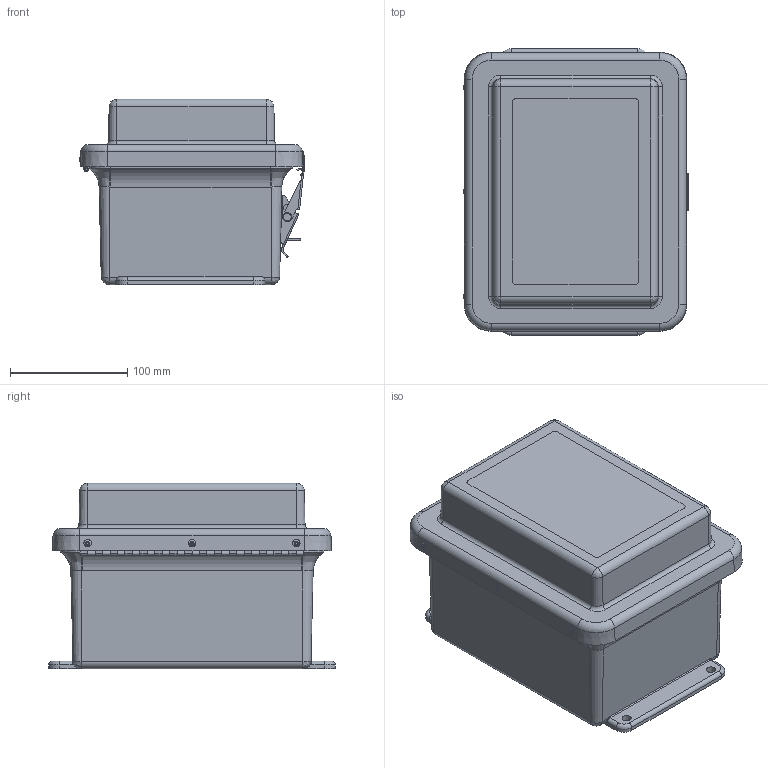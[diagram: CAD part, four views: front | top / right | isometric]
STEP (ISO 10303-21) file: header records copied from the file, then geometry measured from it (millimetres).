
FILE_DESCRIPTION(/* description */ (''),/* implementation_level */ '2;1');
FILE_NAME(/* name */ 'HW-RHJ80606CHQRW.stp',/* time_stamp */ '2014-04-07T11:03:14-05:00',/* author */ ('jtigges'),/* organization */ (''),/* preprocessor_version */ 'ST-DEVELOPER v15.2',/* originating_system */ 'Autodesk Inventor 2014',/* authorisation */ '');
FILE_SCHEMA (('AUTOMOTIVE_DESIGN { 1 0 10303 214 3 1 1 }'));
Length unit declared in the file: inch
Products named in the file (25): J806HL_1; RMINS45821P_21; RMINS45821P_22; RMINS45821P_23; RMINS45821P_24; J806BHL; RMHINGCOV7.5; RMHINGPIN7.5; RMHINGBOX7.5; RMHING7.5(RJ806); RJW806HLCVR; GASKET_806; WP806HLU; WINDOW_806RJ; RMRIV43; RMRIV44; RMKEEPSSL; Anchor Plate; Locking Layer; Hook blade; Hinge Pin_Lower; Hinge Pin_Upper; RMLATPLSSL; RJW806HPL_STP
Bounding box: 191.85 x 244.47 x 157.85 mm (x, y, z)
Volume: 866383 mm3; surface area: 459008 mm2
Topology: 26 solids, 26 shells, 772 faces, 1935 edges, 1244 vertices
Faces by surface type: plane 316, cylinder 304, torus 60, cone 48, bspline 44
Full cylindrical faces by diameter (mm): 2.159 x31, 2.64 x4, 3.048 x1, 3.175 x9, 3.302 x2, 3.327 x6, 3.429 x9, 3.556 x12, 3.861 x5, 3.962 x7, 4.306 x2, 5.537 x4, 6.35 x5, 6.858 x4, 7.62 x2, 9.525 x1
Entity records: 24045 total; most frequent: CARTESIAN_POINT 5660, DIRECTION 3949, ORIENTED_EDGE 3468, EDGE_CURVE 1734, AXIS2_PLACEMENT_3D 1515, VERTEX_POINT 1167, EDGE_LOOP 993, LINE 919
